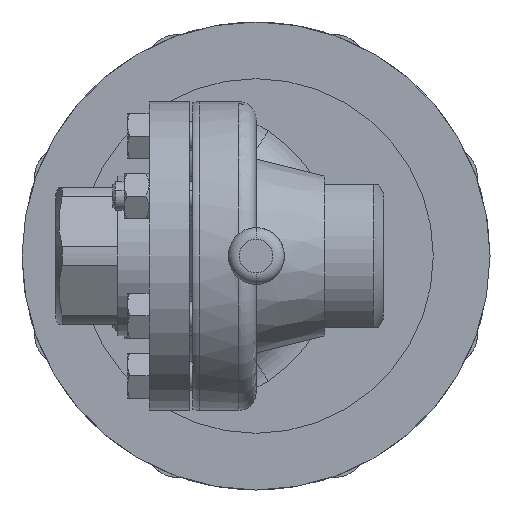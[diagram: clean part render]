
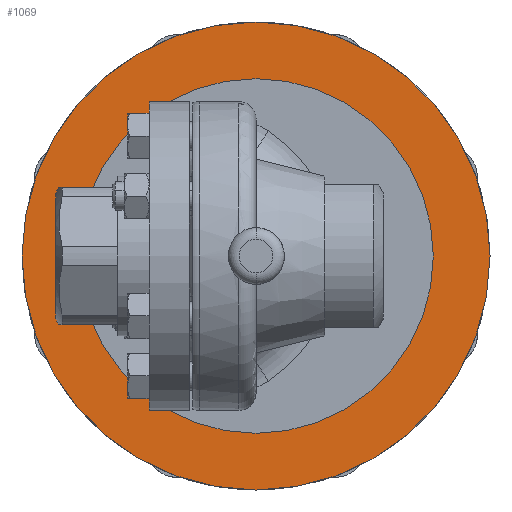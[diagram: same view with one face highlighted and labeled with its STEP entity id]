
A CAD part, front view. The second image highlights one B-rep face of the part: STEP entity #1069.
In plain terms, the highlighted planar face has unit normal (0, -1, 0).
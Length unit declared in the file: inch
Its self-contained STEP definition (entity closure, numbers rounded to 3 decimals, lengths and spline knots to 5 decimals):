
#351 = CARTESIAN_POINT ( 'NONE',  ( 0., 2.05, 2.56 ) ) ;
#867 = DIRECTION ( 'NONE',  ( 0., -1., 0. ) ) ;
#1069 = ADVANCED_FACE ( 'NONE', ( #8179, #9057 ), #7720, .F. ) ;
#1909 = DIRECTION ( 'NONE',  ( 0., 0., -1. ) ) ;
#2070 = AXIS2_PLACEMENT_3D ( 'NONE', #4299, #11080, #4241 ) ;
#2380 = EDGE_CURVE ( 'NONE', #14006, #4029, #8210, .T. ) ;
#3236 = DIRECTION ( 'NONE',  ( 0., 1., 0. ) ) ;
#3669 = ORIENTED_EDGE ( 'NONE', *, *, #13829, .F. ) ;
#4029 = VERTEX_POINT ( 'NONE', #9830 ) ;
#4241 = DIRECTION ( 'NONE',  ( 0., 0., 1. ) ) ;
#4273 = ORIENTED_EDGE ( 'NONE', *, *, #7979, .F. ) ;
#4299 = CARTESIAN_POINT ( 'NONE',  ( 0., 2.05, 0. ) ) ;
#4963 = EDGE_LOOP ( 'NONE', ( #3669, #4273 ) ) ;
#5516 = DIRECTION ( 'NONE',  ( 0., 0., 1. ) ) ;
#5947 = ORIENTED_EDGE ( 'NONE', *, *, #2380, .F. ) ;
#6093 = CARTESIAN_POINT ( 'NONE',  ( 0., 2.05, 0. ) ) ;
#6217 = AXIS2_PLACEMENT_3D ( 'NONE', #6093, #8350, #12955 ) ;
#6642 = VERTEX_POINT ( 'NONE', #8372 ) ;
#7197 = AXIS2_PLACEMENT_3D ( 'NONE', #12005, #867, #8756 ) ;
#7720 = PLANE ( 'NONE',  #11953 ) ;
#7979 = EDGE_CURVE ( 'NONE', #6642, #9440, #10722, .T. ) ;
#8179 = FACE_BOUND ( 'NONE', #4963, .T. ) ;
#8210 = CIRCLE ( 'NONE', #2070, 2.56 ) ;
#8350 = DIRECTION ( 'NONE',  ( 0., 1., 0. ) ) ;
#8372 = CARTESIAN_POINT ( 'NONE',  ( 0., 2.05, 1.94 ) ) ;
#8756 = DIRECTION ( 'NONE',  ( 0., 0., -1. ) ) ;
#8927 = CARTESIAN_POINT ( 'NONE',  ( -2.565, 2.05, 0. ) ) ;
#9057 = FACE_OUTER_BOUND ( 'NONE', #9265, .T. ) ;
#9265 = EDGE_LOOP ( 'NONE', ( #11118, #5947 ) ) ;
#9440 = VERTEX_POINT ( 'NONE', #13880 ) ;
#9700 = CIRCLE ( 'NONE', #6217, 2.56 ) ;
#9824 = CARTESIAN_POINT ( 'NONE',  ( 0., 2.05, 0. ) ) ;
#9830 = CARTESIAN_POINT ( 'NONE',  ( 0., 2.05, -2.56 ) ) ;
#10722 = CIRCLE ( 'NONE', #11276, 1.94 ) ;
#11002 = DIRECTION ( 'NONE',  ( 0., -1., 0. ) ) ;
#11080 = DIRECTION ( 'NONE',  ( 0., 1., 0. ) ) ;
#11118 = ORIENTED_EDGE ( 'NONE', *, *, #12869, .F. ) ;
#11276 = AXIS2_PLACEMENT_3D ( 'NONE', #9824, #11002, #1909 ) ;
#11953 = AXIS2_PLACEMENT_3D ( 'NONE', #8927, #3236, #5516 ) ;
#12005 = CARTESIAN_POINT ( 'NONE',  ( 0., 2.05, 0. ) ) ;
#12499 = CIRCLE ( 'NONE', #7197, 1.94 ) ;
#12869 = EDGE_CURVE ( 'NONE', #4029, #14006, #9700, .T. ) ;
#12955 = DIRECTION ( 'NONE',  ( 0., 0., 1. ) ) ;
#13829 = EDGE_CURVE ( 'NONE', #9440, #6642, #12499, .T. ) ;
#13880 = CARTESIAN_POINT ( 'NONE',  ( 0., 2.05, -1.94 ) ) ;
#14006 = VERTEX_POINT ( 'NONE', #351 ) ;
